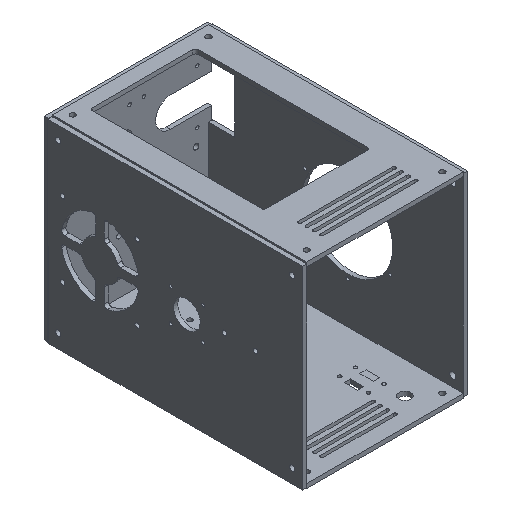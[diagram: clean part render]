
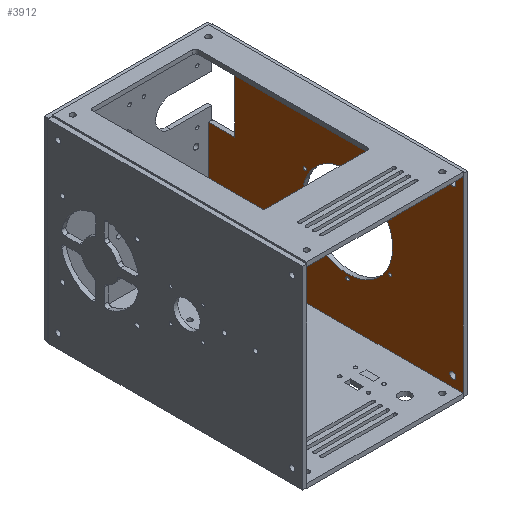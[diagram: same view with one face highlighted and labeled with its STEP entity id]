
A CAD part, isometric view. The second image highlights one B-rep face of the part: STEP entity #3912.
In plain terms, the highlighted planar face has unit normal (-1, 0, 0).
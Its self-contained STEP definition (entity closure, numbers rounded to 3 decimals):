
#103=FACE_BOUND('',#603,.T.);
#104=FACE_BOUND('',#604,.T.);
#105=FACE_BOUND('',#605,.T.);
#106=FACE_BOUND('',#606,.T.);
#107=FACE_BOUND('',#607,.T.);
#108=FACE_BOUND('',#608,.T.);
#109=FACE_BOUND('',#609,.T.);
#110=FACE_BOUND('',#610,.T.);
#111=FACE_BOUND('',#611,.T.);
#112=FACE_BOUND('',#612,.T.);
#113=FACE_BOUND('',#613,.T.);
#242=PLANE('',#4260);
#360=FACE_OUTER_BOUND('',#602,.T.);
#602=EDGE_LOOP('',(#3021,#3022,#3023,#3024,#3025,#3026,#3027,#3028));
#603=EDGE_LOOP('',(#3029));
#604=EDGE_LOOP('',(#3030));
#605=EDGE_LOOP('',(#3031));
#606=EDGE_LOOP('',(#3032));
#607=EDGE_LOOP('',(#3033));
#608=EDGE_LOOP('',(#3034));
#609=EDGE_LOOP('',(#3035));
#610=EDGE_LOOP('',(#3036));
#611=EDGE_LOOP('',(#3037));
#612=EDGE_LOOP('',(#3038));
#613=EDGE_LOOP('',(#3039));
#929=LINE('',#6104,#1248);
#932=LINE('',#6109,#1251);
#934=LINE('',#6113,#1253);
#936=LINE('',#6117,#1255);
#938=LINE('',#6121,#1257);
#940=LINE('',#6125,#1259);
#942=LINE('',#6129,#1261);
#954=LINE('',#6175,#1273);
#1248=VECTOR('',#4905,10.);
#1251=VECTOR('',#4910,10.);
#1253=VECTOR('',#4914,10.);
#1255=VECTOR('',#4918,10.);
#1257=VECTOR('',#4922,10.);
#1259=VECTOR('',#4926,10.);
#1261=VECTOR('',#4930,10.);
#1273=VECTOR('',#4988,10.);
#1528=CIRCLE('',#4238,1.5);
#1529=CIRCLE('',#4240,1.5);
#1530=CIRCLE('',#4242,1.5);
#1531=CIRCLE('',#4244,1.5);
#1532=CIRCLE('',#4246,1.5);
#1533=CIRCLE('',#4248,1.5);
#1534=CIRCLE('',#4250,3.);
#1535=CIRCLE('',#4252,3.);
#1536=CIRCLE('',#4254,3.);
#1537=CIRCLE('',#4256,3.);
#1538=CIRCLE('',#4258,43.25);
#1818=VERTEX_POINT('',#6101);
#1819=VERTEX_POINT('',#6103);
#1820=VERTEX_POINT('',#6107);
#1821=VERTEX_POINT('',#6111);
#1822=VERTEX_POINT('',#6115);
#1823=VERTEX_POINT('',#6119);
#1824=VERTEX_POINT('',#6123);
#1825=VERTEX_POINT('',#6127);
#1826=VERTEX_POINT('',#6131);
#1827=VERTEX_POINT('',#6135);
#1828=VERTEX_POINT('',#6139);
#1829=VERTEX_POINT('',#6143);
#1830=VERTEX_POINT('',#6147);
#1831=VERTEX_POINT('',#6151);
#1832=VERTEX_POINT('',#6155);
#1833=VERTEX_POINT('',#6159);
#1834=VERTEX_POINT('',#6163);
#1835=VERTEX_POINT('',#6167);
#1836=VERTEX_POINT('',#6171);
#2240=EDGE_CURVE('',#1819,#1818,#929,.T.);
#2243=EDGE_CURVE('',#1818,#1820,#932,.T.);
#2245=EDGE_CURVE('',#1820,#1821,#934,.T.);
#2247=EDGE_CURVE('',#1821,#1822,#936,.T.);
#2249=EDGE_CURVE('',#1822,#1823,#938,.T.);
#2251=EDGE_CURVE('',#1823,#1824,#940,.T.);
#2253=EDGE_CURVE('',#1824,#1825,#942,.T.);
#2254=EDGE_CURVE('',#1826,#1826,#1528,.T.);
#2256=EDGE_CURVE('',#1827,#1827,#1529,.T.);
#2258=EDGE_CURVE('',#1828,#1828,#1530,.T.);
#2260=EDGE_CURVE('',#1829,#1829,#1531,.T.);
#2262=EDGE_CURVE('',#1830,#1830,#1532,.T.);
#2264=EDGE_CURVE('',#1831,#1831,#1533,.T.);
#2266=EDGE_CURVE('',#1832,#1832,#1534,.T.);
#2268=EDGE_CURVE('',#1833,#1833,#1535,.T.);
#2270=EDGE_CURVE('',#1834,#1834,#1536,.T.);
#2272=EDGE_CURVE('',#1835,#1835,#1537,.T.);
#2275=EDGE_CURVE('',#1836,#1836,#1538,.T.);
#2276=EDGE_CURVE('',#1825,#1819,#954,.T.);
#3021=ORIENTED_EDGE('',*,*,#2240,.T.);
#3022=ORIENTED_EDGE('',*,*,#2243,.T.);
#3023=ORIENTED_EDGE('',*,*,#2245,.T.);
#3024=ORIENTED_EDGE('',*,*,#2247,.T.);
#3025=ORIENTED_EDGE('',*,*,#2249,.T.);
#3026=ORIENTED_EDGE('',*,*,#2251,.T.);
#3027=ORIENTED_EDGE('',*,*,#2253,.T.);
#3028=ORIENTED_EDGE('',*,*,#2276,.T.);
#3029=ORIENTED_EDGE('',*,*,#2254,.T.);
#3030=ORIENTED_EDGE('',*,*,#2256,.T.);
#3031=ORIENTED_EDGE('',*,*,#2258,.T.);
#3032=ORIENTED_EDGE('',*,*,#2260,.T.);
#3033=ORIENTED_EDGE('',*,*,#2262,.T.);
#3034=ORIENTED_EDGE('',*,*,#2264,.T.);
#3035=ORIENTED_EDGE('',*,*,#2266,.T.);
#3036=ORIENTED_EDGE('',*,*,#2268,.T.);
#3037=ORIENTED_EDGE('',*,*,#2270,.T.);
#3038=ORIENTED_EDGE('',*,*,#2272,.T.);
#3039=ORIENTED_EDGE('',*,*,#2275,.T.);
#3912=ADVANCED_FACE('',(#360,#103,#104,#105,#106,#107,#108,#109,#110,#111,
#112,#113),#242,.T.);
#4238=AXIS2_PLACEMENT_3D('',#6132,#4933,#4934);
#4240=AXIS2_PLACEMENT_3D('',#6136,#4938,#4939);
#4242=AXIS2_PLACEMENT_3D('',#6140,#4943,#4944);
#4244=AXIS2_PLACEMENT_3D('',#6144,#4948,#4949);
#4246=AXIS2_PLACEMENT_3D('',#6148,#4953,#4954);
#4248=AXIS2_PLACEMENT_3D('',#6152,#4958,#4959);
#4250=AXIS2_PLACEMENT_3D('',#6156,#4963,#4964);
#4252=AXIS2_PLACEMENT_3D('',#6160,#4968,#4969);
#4254=AXIS2_PLACEMENT_3D('',#6164,#4973,#4974);
#4256=AXIS2_PLACEMENT_3D('',#6168,#4978,#4979);
#4258=AXIS2_PLACEMENT_3D('',#6173,#4984,#4985);
#4260=AXIS2_PLACEMENT_3D('',#6176,#4989,#4990);
#4905=DIRECTION('',(0.,-1.,0.));
#4910=DIRECTION('',(0.,0.,1.));
#4914=DIRECTION('',(0.,1.,0.));
#4918=DIRECTION('',(0.,0.,-1.));
#4922=DIRECTION('',(0.,-1.,0.));
#4926=DIRECTION('',(0.,0.,-1.));
#4930=DIRECTION('',(0.,1.,0.));
#4933=DIRECTION('center_axis',(1.,0.,0.));
#4934=DIRECTION('ref_axis',(0.,0.,
-1.));
#4938=DIRECTION('center_axis',(1.,0.,0.));
#4939=DIRECTION('ref_axis',(0.,0.,
-1.));
#4943=DIRECTION('center_axis',(1.,0.,0.));
#4944=DIRECTION('ref_axis',(0.,0.,
-1.));
#4948=DIRECTION('center_axis',(1.,0.,0.));
#4949=DIRECTION('ref_axis',(0.,0.,
-1.));
#4953=DIRECTION('center_axis',(1.,0.,0.));
#4954=DIRECTION('ref_axis',(0.,0.,
-1.));
#4958=DIRECTION('center_axis',(1.,0.,0.));
#4959=DIRECTION('ref_axis',(0.,0.,
-1.));
#4963=DIRECTION('center_axis',(1.,0.,0.));
#4964=DIRECTION('ref_axis',(0.,0.,
1.));
#4968=DIRECTION('center_axis',(1.,0.,0.));
#4969=DIRECTION('ref_axis',(0.,0.,
1.));
#4973=DIRECTION('center_axis',(1.,0.,0.));
#4974=DIRECTION('ref_axis',(0.,0.,
1.));
#4978=DIRECTION('center_axis',(1.,0.,0.));
#4979=DIRECTION('ref_axis',(0.,0.,
1.));
#4984=DIRECTION('center_axis',(1.,0.,0.));
#4985=DIRECTION('ref_axis',(0.,0.,
-1.));
#4988=DIRECTION('',(0.,0.,-1.));
#4989=DIRECTION('center_axis',(-1.,0.,0.));
#4990=DIRECTION('ref_axis',(0.,0.,-1.));
#6101=CARTESIAN_POINT('',(70.,-111.,-32.175));
#6103=CARTESIAN_POINT('',(70.,133.4,-32.175));
#6104=CARTESIAN_POINT('',(70.,133.4,-32.175));
#6107=CARTESIAN_POINT('',(70.,-111.,153.635));
#6109=CARTESIAN_POINT('',(70.,-111.,106.));
#6111=CARTESIAN_POINT('',(70.,133.4,153.635));
#6113=CARTESIAN_POINT('',(70.,133.4,153.635));
#6115=CARTESIAN_POINT('',(70.,133.4,127.05));
#6117=CARTESIAN_POINT('',(70.,133.4,106.));
#6119=CARTESIAN_POINT('',(70.,108.35,127.05));
#6121=CARTESIAN_POINT('',(70.,133.4,127.05));
#6123=CARTESIAN_POINT('',(70.,108.35,74.15));
#6125=CARTESIAN_POINT('',(70.,108.35,138.9));
#6127=CARTESIAN_POINT('',(70.,133.4,74.15));
#6129=CARTESIAN_POINT('',(70.,121.,74.15));
#6131=CARTESIAN_POINT('',(70.,-40.92,35.925));
#6132=CARTESIAN_POINT('Origin',(70.,-40.92,34.425));
#6135=CARTESIAN_POINT('',(70.,40.92,83.175));
#6136=CARTESIAN_POINT('Origin',(70.,40.92,81.675));
#6139=CARTESIAN_POINT('',(70.,-40.92,83.175));
#6140=CARTESIAN_POINT('Origin',(70.,-40.92,81.675));
#6143=CARTESIAN_POINT('',(70.,0.,12.3));
#6144=CARTESIAN_POINT('Origin',(70.,0.,10.8));
#6147=CARTESIAN_POINT('',(70.,40.92,35.925));
#6148=CARTESIAN_POINT('Origin',(70.,40.92,34.425));
#6151=CARTESIAN_POINT('',(70.,0.,106.8));
#6152=CARTESIAN_POINT('Origin',(70.,0.,105.3));
#6155=CARTESIAN_POINT('',(70.,123.4,-22.));
#6156=CARTESIAN_POINT('Origin',(70.,123.4,-19.));
#6159=CARTESIAN_POINT('',(70.,-101.,-22.));
#6160=CARTESIAN_POINT('Origin',(70.,-101.,-19.));
#6163=CARTESIAN_POINT('',(70.,123.4,138.));
#6164=CARTESIAN_POINT('Origin',(70.,123.4,141.));
#6167=CARTESIAN_POINT('',(70.,-101.,138.));
#6168=CARTESIAN_POINT('Origin',(70.,-101.,141.));
#6171=CARTESIAN_POINT('',(70.,0.,101.3));
#6173=CARTESIAN_POINT('Origin',(70.,0.,58.05));
#6175=CARTESIAN_POINT('',(70.,133.4,106.));
#6176=CARTESIAN_POINT('Origin',(70.,133.4,151.));
